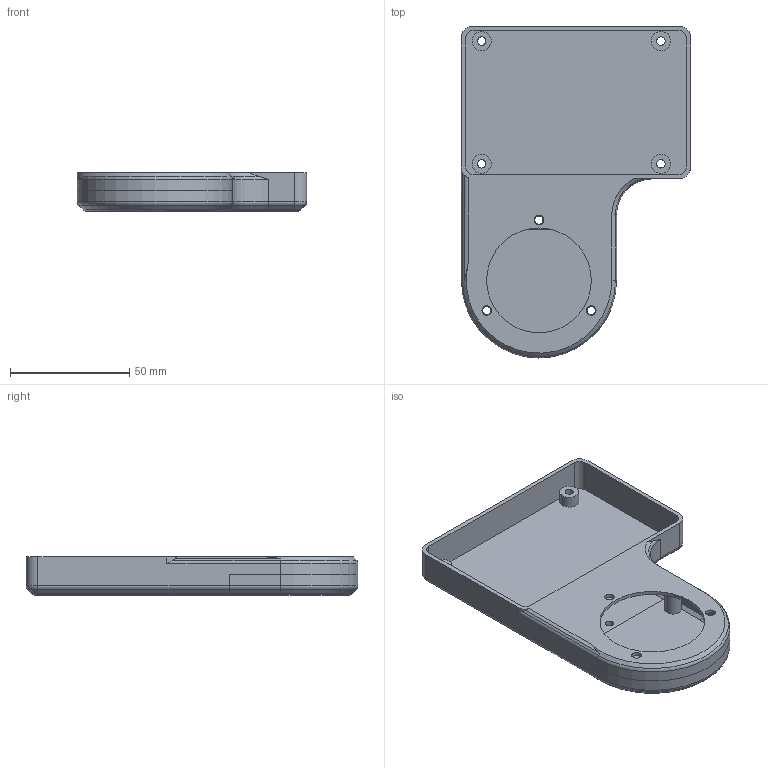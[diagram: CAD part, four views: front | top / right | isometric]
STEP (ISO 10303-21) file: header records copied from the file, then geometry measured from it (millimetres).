
FILE_DESCRIPTION(/* description */ ('STEP AP203'),/* implementation_level */ '2;1');
FILE_NAME(/* name */ '6769072270560f2847d682d4',/* time_stamp */ '2024-12-23T06:45:55Z',/* author */ (''),/* organization */ (''),/* preprocessor_version */ 'ST-DEVELOPER v20',/* originating_system */ 'ONSHAPE BY PTC INC, 1.191',/* authorisation */ ' ');
FILE_SCHEMA (('CONFIG_CONTROL_DESIGN'));
Length unit declared in the file: metre
Products named in the file (2): WT32-SC01-PLUS Pendant Housing
Bounding box: 96 x 139 x 16 mm (x, y, z)
Volume: 40740 mm3; surface area: 40765.3 mm2
Topology: 2 solids, 2 shells, 145 faces, 365 edges, 229 vertices
Faces by surface type: plane 60, cylinder 59, cone 14, torus 12
Full cylindrical faces by diameter (mm): 2.5 x3, 2.7 x3, 3.4 x3, 3.5 x4, 4 x3, 6.5 x3, 7 x3, 8 x4, 43.85 x1
Entity records: 4276 total; most frequent: DIRECTION 764, CARTESIAN_POINT 756, ORIENTED_EDGE 658, EDGE_CURVE 329, AXIS2_PLACEMENT_3D 307, VERTEX_POINT 220, EDGE_LOOP 207, FACE_BOUND 207
